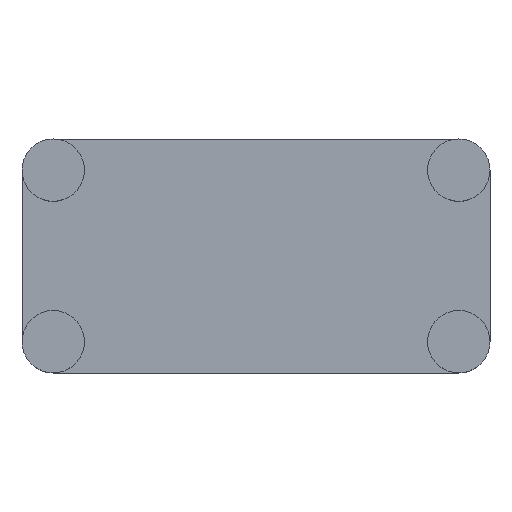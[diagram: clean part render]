
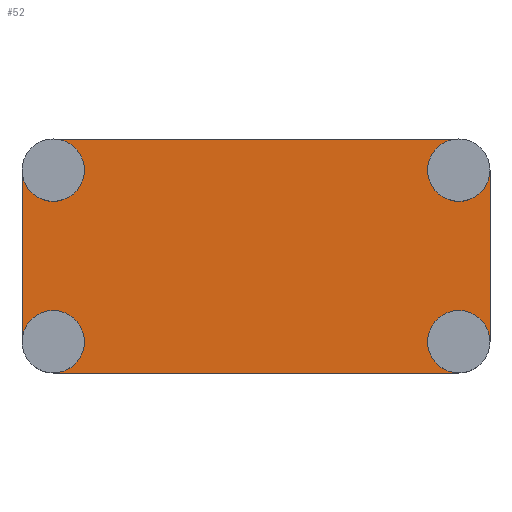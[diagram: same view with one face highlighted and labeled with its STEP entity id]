
A CAD part, top view. The second image highlights one B-rep face of the part: STEP entity #52.
In plain terms, the highlighted planar face has unit normal (0, 0, 1).
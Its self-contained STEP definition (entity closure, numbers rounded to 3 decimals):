
#52=ADVANCED_FACE('',(#98),#100,.T.);
#98=FACE_BOUND('',#99,.T.);
#99=EDGE_LOOP('',(#190,#191,#192,#193,#194,#195,#196,#197,#198,#199));
#100=PLANE('',#101);
#101=AXIS2_PLACEMENT_3D('',#102,#103,#104);
#102=CARTESIAN_POINT('',(0.,0.,2.));
#103=DIRECTION('',(0.,0.,1.));
#104=DIRECTION('',(-1.,0.,0.));
#190=ORIENTED_EDGE('',*,*,#239,.F.);
#191=ORIENTED_EDGE('',*,*,#238,.F.);
#192=ORIENTED_EDGE('',*,*,#250,.T.);
#193=ORIENTED_EDGE('',*,*,#248,.F.);
#194=ORIENTED_EDGE('',*,*,#247,.F.);
#195=ORIENTED_EDGE('',*,*,#251,.T.);
#196=ORIENTED_EDGE('',*,*,#236,.F.);
#197=ORIENTED_EDGE('',*,*,#252,.T.);
#198=ORIENTED_EDGE('',*,*,#228,.F.);
#199=ORIENTED_EDGE('',*,*,#253,.T.);
#228=EDGE_CURVE('',#258,#259,#260,.T.);
#236=EDGE_CURVE('',#273,#269,#275,.T.);
#238=EDGE_CURVE('',#278,#279,#280,.T.);
#239=EDGE_CURVE('',#279,#281,#282,.T.);
#247=EDGE_CURVE('',#295,#297,#298,.T.);
#248=EDGE_CURVE('',#297,#291,#299,.T.);
#250=EDGE_CURVE('',#278,#291,#302,.T.);
#251=EDGE_CURVE('',#295,#269,#303,.T.);
#252=EDGE_CURVE('',#273,#259,#304,.T.);
#253=EDGE_CURVE('',#258,#281,#305,.T.);
#258=VERTEX_POINT('',#310);
#259=VERTEX_POINT('',#311);
#260=CIRCLE('',#312,2.);
#269=VERTEX_POINT('',#334);
#273=VERTEX_POINT('',#343);
#275=CIRCLE('',#347,2.);
#278=VERTEX_POINT('',#356);
#279=VERTEX_POINT('',#357);
#280=CIRCLE('',#358,2.);
#281=VERTEX_POINT('',#362);
#282=CIRCLE('',#363,2.);
#291=VERTEX_POINT('',#385);
#295=VERTEX_POINT('',#394);
#297=VERTEX_POINT('',#398);
#298=CIRCLE('',#399,2.);
#299=CIRCLE('',#403,2.);
#302=LINE('',#412,#413);
#303=LINE('',#415,#416);
#304=LINE('',#418,#419);
#305=LINE('',#421,#422);
#310=CARTESIAN_POINT('',(-13.,-7.5,2.));
#311=CARTESIAN_POINT('',(-15.,-5.5,2.));
#312=AXIS2_PLACEMENT_3D('',#313,#314,#315);
#313=CARTESIAN_POINT('',(-13.,-5.5,2.));
#314=DIRECTION('',(0.,0.,1.));
#315=DIRECTION('',(0.,-1.,0.));
#334=CARTESIAN_POINT('',(-13.,7.5,2.));
#343=CARTESIAN_POINT('',(-15.,5.5,2.));
#347=AXIS2_PLACEMENT_3D('',#348,#349,#350);
#348=CARTESIAN_POINT('',(-13.,5.5,2.));
#349=DIRECTION('',(0.,0.,1.));
#350=DIRECTION('',(-1.,0.,0.));
#356=CARTESIAN_POINT('',(15.,-5.5,2.));
#357=CARTESIAN_POINT('',(11.,-5.5,2.));
#358=AXIS2_PLACEMENT_3D('',#359,#360,#361);
#359=CARTESIAN_POINT('',(13.,-5.5,2.));
#360=DIRECTION('',(0.,0.,1.));
#361=DIRECTION('',(1.,0.,0.));
#362=CARTESIAN_POINT('',(13.,-7.5,2.));
#363=AXIS2_PLACEMENT_3D('',#364,#365,#366);
#364=CARTESIAN_POINT('',(13.,-5.5,2.));
#365=DIRECTION('',(0.,0.,1.));
#366=DIRECTION('',(-1.,0.,0.));
#385=CARTESIAN_POINT('',(15.,5.5,2.));
#394=CARTESIAN_POINT('',(13.,7.5,2.));
#398=CARTESIAN_POINT('',(11.,5.5,2.));
#399=AXIS2_PLACEMENT_3D('',#400,#401,#402);
#400=CARTESIAN_POINT('',(13.,5.5,2.));
#401=DIRECTION('',(0.,0.,1.));
#402=DIRECTION('',(0.,1.,0.));
#403=AXIS2_PLACEMENT_3D('',#404,#405,#406);
#404=CARTESIAN_POINT('',(13.,5.5,2.));
#405=DIRECTION('',(0.,0.,1.));
#406=DIRECTION('',(-1.,0.,0.));
#412=CARTESIAN_POINT('',(15.,-5.5,2.));
#413=VECTOR('',#414,1.);
#414=DIRECTION('',(0.,1.,0.));
#415=CARTESIAN_POINT('',(13.,7.5,2.));
#416=VECTOR('',#417,1.);
#417=DIRECTION('',(-1.,0.,0.));
#418=CARTESIAN_POINT('',(-15.,5.5,2.));
#419=VECTOR('',#420,1.);
#420=DIRECTION('',(0.,-1.,0.));
#421=CARTESIAN_POINT('',(-13.,-7.5,2.));
#422=VECTOR('',#423,1.);
#423=DIRECTION('',(1.,0.,0.));
